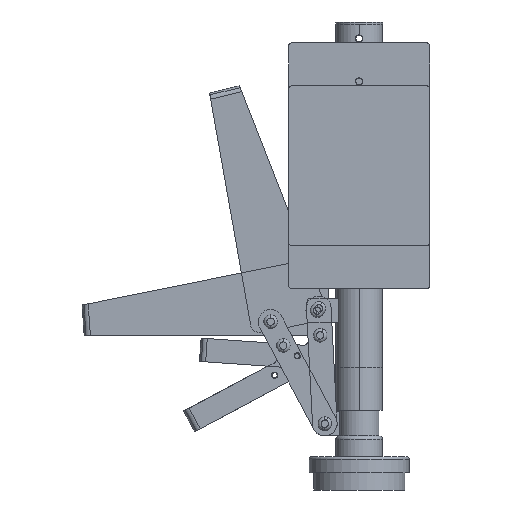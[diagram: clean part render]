
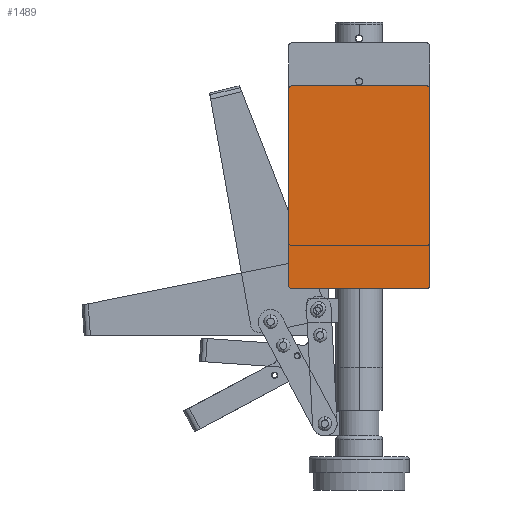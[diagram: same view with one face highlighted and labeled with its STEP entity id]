
A CAD part, front view. The second image highlights one B-rep face of the part: STEP entity #1489.
In plain terms, the highlighted planar face has unit normal (0, -1, 0).
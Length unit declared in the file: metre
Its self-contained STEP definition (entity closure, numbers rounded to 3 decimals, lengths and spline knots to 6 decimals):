
#1489=ADVANCED_FACE('251:6110',(#2402),#2403,.F.);
#2402=FACE_OUTER_BOUND('',#3502,.T.);
#2403=PLANE('',#3503);
#3502=EDGE_LOOP('',(#6367,#6368,#6369,#6370,#6371,#6372,#6373,#6374,#6375,#6376,#6377,#6378));
#3503=AXIS2_PLACEMENT_3D('',#6379,#6380,#6381);
#6367=ORIENTED_EDGE('',*,*,#8436,.T.);
#6368=ORIENTED_EDGE('',*,*,#8435,.T.);
#6369=ORIENTED_EDGE('',*,*,#8444,.F.);
#6370=ORIENTED_EDGE('',*,*,#8452,.T.);
#6371=ORIENTED_EDGE('',*,*,#8427,.T.);
#6372=ORIENTED_EDGE('',*,*,#8454,.T.);
#6373=ORIENTED_EDGE('',*,*,#8421,.T.);
#6374=ORIENTED_EDGE('',*,*,#8453,.T.);
#6375=ORIENTED_EDGE('',*,*,#8450,.T.);
#6376=ORIENTED_EDGE('',*,*,#8429,.T.);
#6377=ORIENTED_EDGE('',*,*,#8441,.T.);
#6378=ORIENTED_EDGE('',*,*,#8455,.F.);
#6379=CARTESIAN_POINT('',(0.,-0.024,0.302));
#6380=DIRECTION('',(0.,1.0,0.));
#6381=DIRECTION('',(1.0,0.0,0.));
#8421=EDGE_CURVE('251:6182',#10101,#10098,#10102,.T.);
#8427=EDGE_CURVE('251:6173',#10107,#10111,#10113,.T.);
#8429=EDGE_CURVE('251:6137',#10117,#10114,#10118,.T.);
#8435=EDGE_CURVE('251:6119',#10123,#10127,#10129,.T.);
#8436=EDGE_CURVE('251:6119',#10130,#10123,#10131,.T.);
#8441=EDGE_CURVE('251:6137',#10114,#10137,#10139,.T.);
#8444=EDGE_CURVE('251:6143',#10142,#10127,#10144,.T.);
#8450=EDGE_CURVE('251:6170',#10151,#10117,#10152,.T.);
#8452=EDGE_CURVE('251:6173',#10142,#10107,#10154,.T.);
#8453=EDGE_CURVE('251:6182',#10098,#10151,#10155,.T.);
#8454=EDGE_CURVE('251:6188',#10111,#10101,#10156,.T.);
#8455=EDGE_CURVE('251:6185',#10130,#10137,#10157,.T.);
#10098=VERTEX_POINT('',#13335);
#10101=VERTEX_POINT('',#13339);
#10102=CIRCLE('',#13340,0.0025);
#10107=VERTEX_POINT('',#13346);
#10111=VERTEX_POINT('',#13351);
#10113=CIRCLE('',#13354,0.0025);
#10114=VERTEX_POINT('',#13355);
#10117=VERTEX_POINT('',#13359);
#10118=CIRCLE('',#13360,0.0025);
#10123=VERTEX_POINT('',#13366);
#10127=VERTEX_POINT('',#13371);
#10129=CIRCLE('',#13374,0.0025);
#10130=VERTEX_POINT('',#13375);
#10131=CIRCLE('',#13376,0.0025);
#10137=VERTEX_POINT('',#13383);
#10139=CIRCLE('',#13386,0.0025);
#10142=VERTEX_POINT('',#13390);
#10144=LINE('',#13393,#13394);
#10151=VERTEX_POINT('',#13404);
#10152=LINE('',#13405,#13406);
#10154=CIRCLE('',#13409,0.0025);
#10155=CIRCLE('',#13410,0.0025);
#10156=LINE('',#13411,#13412);
#10157=LINE('',#13413,#13414);
#13335=CARTESIAN_POINT('',(-0.056768,-0.024,0.301268));
#13339=CARTESIAN_POINT('',(-0.055,-0.024,0.302));
#13340=AXIS2_PLACEMENT_3D('',#16307,#16308,#16309);
#13346=CARTESIAN_POINT('',(0.056768,-0.024,0.301268));
#13351=CARTESIAN_POINT('',(0.055,-0.024,0.302));
#13354=AXIS2_PLACEMENT_3D('',#16319,#16320,#16321);
#13355=CARTESIAN_POINT('',(-0.056768,-0.024,0.137732));
#13359=CARTESIAN_POINT('',(-0.0575,-0.024,0.1395));
#13360=AXIS2_PLACEMENT_3D('',#16323,#16324,#16325);
#13366=CARTESIAN_POINT('',(0.056768,-0.024,0.137732));
#13371=CARTESIAN_POINT('',(0.0575,-0.024,0.1395));
#13374=AXIS2_PLACEMENT_3D('',#16335,#16336,#16337);
#13375=CARTESIAN_POINT('',(0.055,-0.024,0.137));
#13376=AXIS2_PLACEMENT_3D('',#16338,#16339,#16340);
#13383=CARTESIAN_POINT('',(-0.055,-0.024,0.137));
#13386=AXIS2_PLACEMENT_3D('',#16349,#16350,#16351);
#13390=CARTESIAN_POINT('',(0.0575,-0.024,0.2995));
#13393=CARTESIAN_POINT('',(0.0575,-0.024,0.302));
#13394=VECTOR('',#16354,1.0);
#13404=CARTESIAN_POINT('',(-0.0575,-0.024,0.2995));
#13405=CARTESIAN_POINT('',(-0.0575,-0.024,0.302));
#13406=VECTOR('',#16364,1.0);
#13409=AXIS2_PLACEMENT_3D('',#16366,#16367,#16368);
#13410=AXIS2_PLACEMENT_3D('',#16369,#16370,#16371);
#13411=CARTESIAN_POINT('',(0.0575,-0.024,0.302));
#13412=VECTOR('',#16372,1.0);
#13413=CARTESIAN_POINT('',(0.0575,-0.024,0.137));
#13414=VECTOR('',#16373,1.0);
#16307=CARTESIAN_POINT('',(-0.055,-0.024,0.2995));
#16308=DIRECTION('',(0.,-1.0,0.));
#16309=DIRECTION('',(-0.707,0.,0.707));
#16319=CARTESIAN_POINT('',(0.055,-0.024,0.2995));
#16320=DIRECTION('',(0.,-1.0,0.));
#16321=DIRECTION('',(0.707,0.,0.707));
#16323=CARTESIAN_POINT('',(-0.055,-0.024,0.1395));
#16324=DIRECTION('',(0.,-1.0,0.));
#16325=DIRECTION('',(-0.707,0.,-0.707));
#16335=CARTESIAN_POINT('',(0.055,-0.024,0.1395));
#16336=DIRECTION('',(0.,-1.0,0.));
#16337=DIRECTION('',(0.707,0.,-0.707));
#16338=CARTESIAN_POINT('',(0.055,-0.024,0.1395));
#16339=DIRECTION('',(0.,-1.0,0.));
#16340=DIRECTION('',(0.707,0.,-0.707));
#16349=CARTESIAN_POINT('',(-0.055,-0.024,0.1395));
#16350=DIRECTION('',(0.,-1.0,0.));
#16351=DIRECTION('',(-0.707,0.,-0.707));
#16354=DIRECTION('',(0.0,0.,-1.0));
#16364=DIRECTION('',(0.0,0.,-1.0));
#16366=CARTESIAN_POINT('',(0.055,-0.024,0.2995));
#16367=DIRECTION('',(0.,-1.0,0.));
#16368=DIRECTION('',(0.707,0.,0.707));
#16369=CARTESIAN_POINT('',(-0.055,-0.024,0.2995));
#16370=DIRECTION('',(0.,-1.0,0.));
#16371=DIRECTION('',(-0.707,0.,0.707));
#16372=DIRECTION('',(-1.0,0.0,0.));
#16373=DIRECTION('',(-1.0,0.0,0.));
